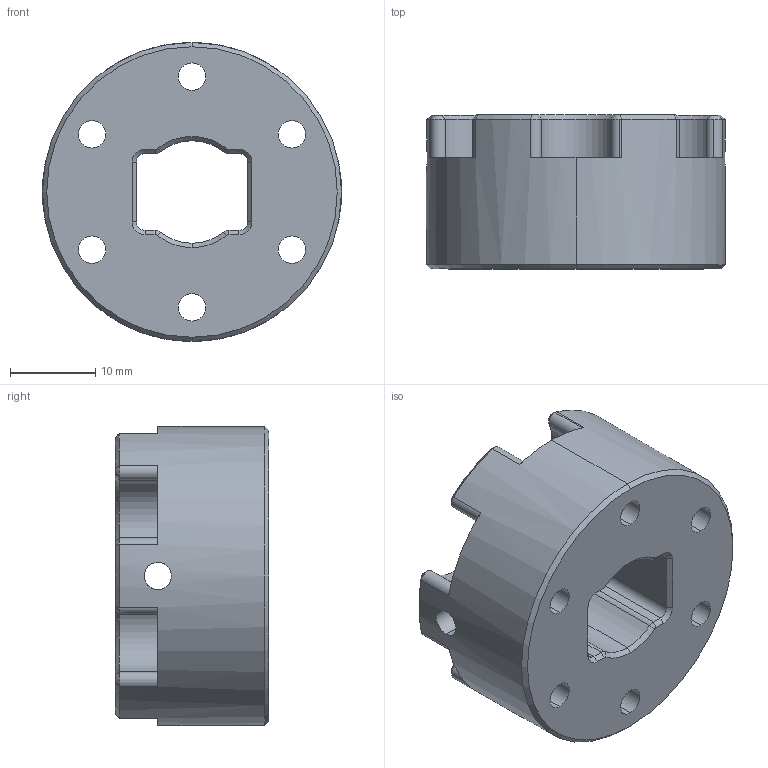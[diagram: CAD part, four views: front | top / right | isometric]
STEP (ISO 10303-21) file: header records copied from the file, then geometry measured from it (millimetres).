
FILE_DESCRIPTION (( 'STEP AP214' ), '1' );
FILE_NAME ('JXS-07-09.STEP', '2026-02-25T02:32:57', ( '1' ), ( '' ), 'SwSTEP 2.0', 'SolidWorks 2025', '' );
FILE_SCHEMA (( 'AUTOMOTIVE_DESIGN' ));
Length unit declared in the file: millimetre
Products named in the file (1): JXS-07-09
Bounding box: 35 x 18 x 35 mm (x, y, z)
Volume: 12134.8 mm3; surface area: 5537.4 mm2
Topology: 1 solids, 1 shells, 135 faces, 335 edges, 202 vertices
Faces by surface type: cone 55, cylinder 54, plane 26
Entity records: 4170 total; most frequent: CARTESIAN_POINT 781, DIRECTION 777, ORIENTED_EDGE 670, EDGE_CURVE 335, AXIS2_PLACEMENT_3D 310, VERTEX_POINT 202, CIRCLE 174, LINE 157
